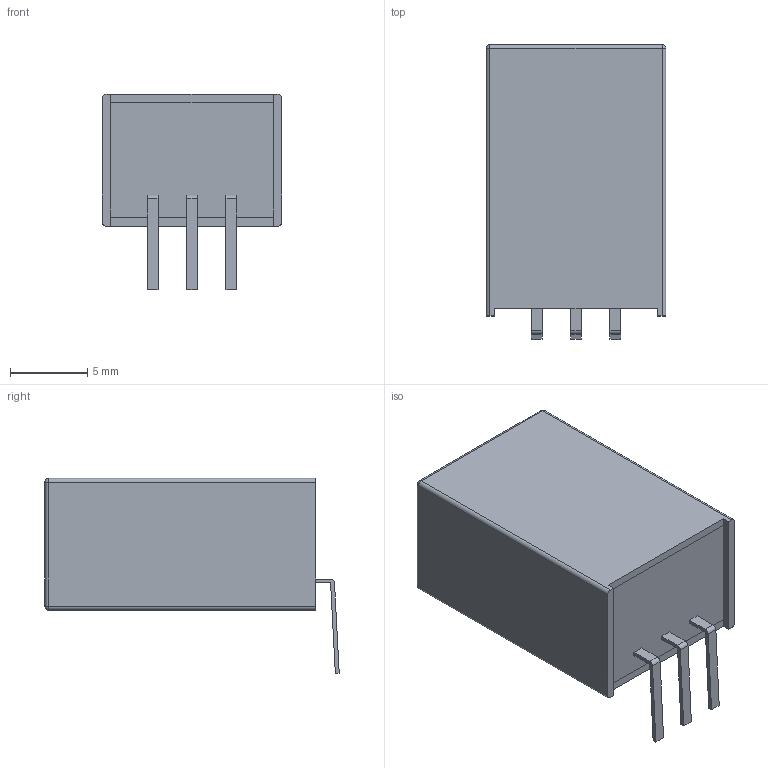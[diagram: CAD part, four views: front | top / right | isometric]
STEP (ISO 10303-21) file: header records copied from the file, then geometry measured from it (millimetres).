
FILE_DESCRIPTION(('FreeCAD Model'),'2;1');
FILE_NAME('R-78B-1.5L_3D_20190722.step','2019-07-22T15:02:44',('Author'),( ''),'Open CASCADE STEP processor 7.3','FreeCAD','Unknown');
FILE_SCHEMA(('AUTOMOTIVE_DESIGN { 1 0 10303 214 1 1 1 1 }'));
Length unit declared in the file: millimetre
Products named in the file (5): R-78B-1.5L_case; R-78B-1.5L_potting; R-78B-1.5L_pin2(GND); R-78B-1.5L_pin3(+Vout); R-78B-1.5L_pin1(+Vin)
Bounding box: 11.6 x 19 x 12.6 mm (x, y, z)
Volume: 455.2 mm3; surface area: 1732.5 mm2
Topology: 5 solids, 5 shells, 176 faces, 453 edges, 298 vertices
Faces by surface type: plane 146, cylinder 26, sphere 4
Entity records: 5368 total; most frequent: CARTESIAN_POINT 928, ORIENTED_EDGE 906, DIRECTION 859, EDGE_CURVE 453, LINE 401, VECTOR 401, VERTEX_POINT 298, AXIS2_PLACEMENT_3D 229
